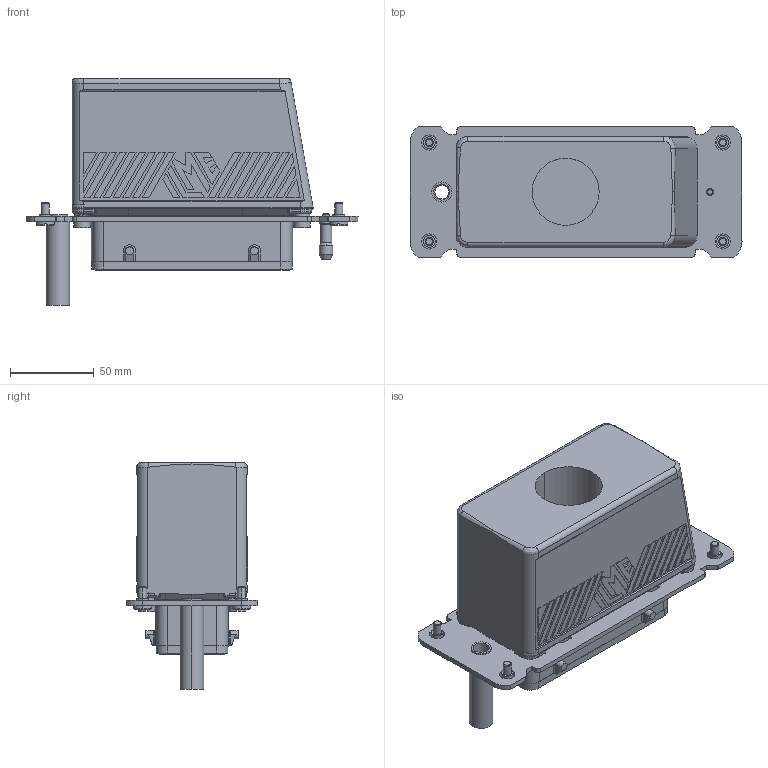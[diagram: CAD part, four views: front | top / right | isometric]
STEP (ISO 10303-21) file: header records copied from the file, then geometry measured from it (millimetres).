
FILE_DESCRIPTION(('Creo Elements/Direct Modeling STEP Export'),'2;1');
FILE_NAME('0ln7uvk52dl5jko2288','2020-04-27T10:22:29',(''),(''),'Creo Elements/Direct Modeling STEP processor for AP214 (Solid Model)','Creo Elements/Direct Modeling 20.1B 02-Apr-2019 (C) Parametric Technology GmbH','');
FILE_SCHEMA(('AUTOMOTIVE_DESIGN { 1 0 10303 214 1 1 1 1 }'));
Products named in the file (2): MBV 24.40DG
Assembly tree (1 placements, depth 2):
  MBV 24.40DG
    MBV 24.40DG
Bounding box: 198 x 78 x 135.21 mm (x, y, z)
Volume: 759059.4 mm3; surface area: 102603.1 mm2
Topology: 1 solids, 5 shells, 986 faces, 2494 edges, 1577 vertices
Faces by surface type: plane 508, cylinder 250, bspline 162, cone 46, torus 12, sphere 8
Entity records: 57816 total; most frequent: CARTESIAN_POINT 35235, ORIENTED_EDGE 4978, DIRECTION 3975, EDGE_CURVE 2487, VERTEX_POINT 1577, VECTOR 1445, LINE 1445, AXIS2_PLACEMENT_3D 1265
